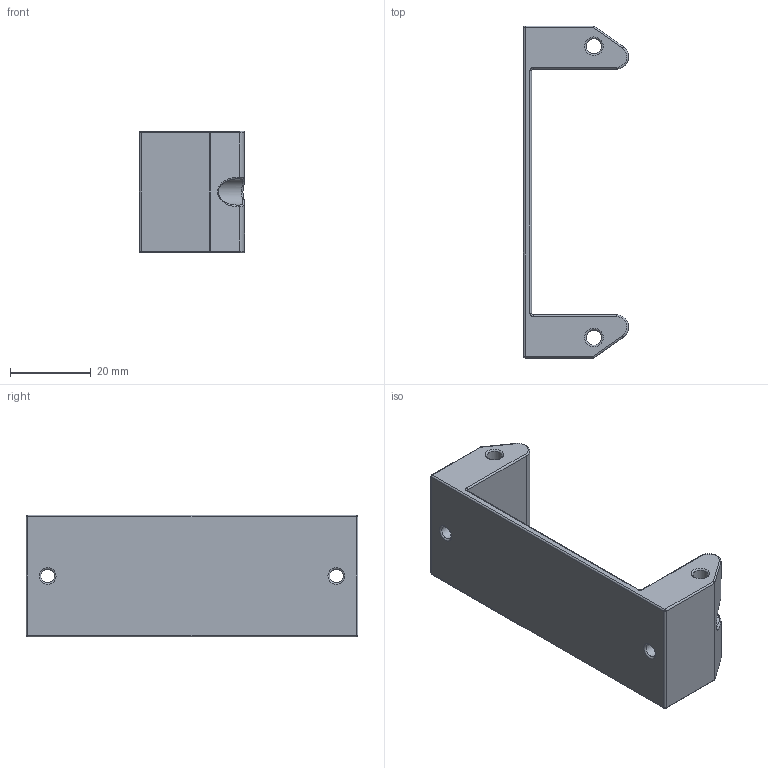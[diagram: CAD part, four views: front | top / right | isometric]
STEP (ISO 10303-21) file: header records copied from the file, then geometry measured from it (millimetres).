
FILE_DESCRIPTION(/* description */ (''),/* implementation_level */ '2;1');
FILE_NAME(/* name */ 'B-IEC_Power_Inliet_Bracket-X.stp',/* time_stamp */ '2020-10-14T18:55:55-07:00',/* author */ (''),/* organization */ (''),/* preprocessor_version */ 'ST-DEVELOPER v18.1',/* originating_system */ 'Autodesk Translation Framework v9.3.0.1241',/* authorisation */ '');
FILE_SCHEMA (('AUTOMOTIVE_DESIGN { 1 0 10303 214 3 1 1 }'));
Length unit declared in the file: millimetre
Products named in the file (1): FusionComponent
Bounding box: 25.95 x 82 x 30 mm (x, y, z)
Volume: 16838 mm3; surface area: 9834.9 mm2
Topology: 1 solids, 1 shells, 70 faces, 162 edges, 94 vertices
Faces by surface type: cylinder 32, torus 14, plane 12, sphere 8, bspline 4
Full cylindrical faces by diameter (mm): 3.4 x2, 3.8 x4, 6.5 x2
Entity records: 2546 total; most frequent: CARTESIAN_POINT 866, DIRECTION 374, ORIENTED_EDGE 324, EDGE_CURVE 162, AXIS2_PLACEMENT_3D 158, VERTEX_POINT 94, CIRCLE 86, EDGE_LOOP 82
